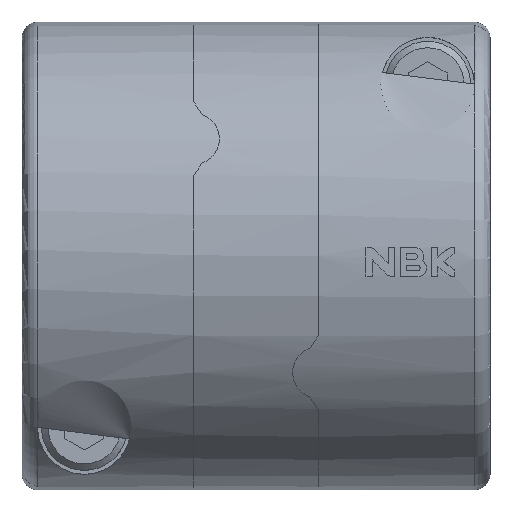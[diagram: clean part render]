
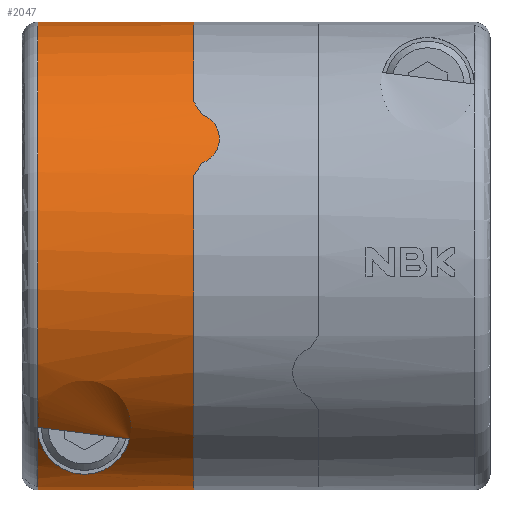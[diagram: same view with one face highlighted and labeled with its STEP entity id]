
A CAD part, top view. The second image highlights one B-rep face of the part: STEP entity #2047.
In plain terms, the highlighted cylindrical face has radius 15 mm (diameter 30 mm), a full revolution.
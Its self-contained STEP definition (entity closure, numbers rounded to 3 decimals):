
#43=ELLIPSE('',#2223,18.312,15.);
#44=ELLIPSE('',#2225,18.312,15.);
#45=ELLIPSE('',#2226,18.312,15.);
#46=ELLIPSE('',#2228,18.312,15.);
#160=CIRCLE('',#2220,15.);
#161=CIRCLE('',#2221,15.);
#162=CIRCLE('',#2222,15.);
#163=CIRCLE('',#2224,15.);
#164=CIRCLE('',#2227,15.);
#234=LINE('',#3123,#404);
#235=LINE('',#3152,#405);
#404=VECTOR('',#2470,1000.);
#405=VECTOR('',#2475,1000.);
#588=ORIENTED_EDGE('',*,*,#1167,.F.);
#589=ORIENTED_EDGE('',*,*,#1168,.T.);
#590=ORIENTED_EDGE('',*,*,#1169,.T.);
#591=ORIENTED_EDGE('',*,*,#1170,.T.);
#592=ORIENTED_EDGE('',*,*,#1171,.T.);
#593=ORIENTED_EDGE('',*,*,#1172,.T.);
#594=ORIENTED_EDGE('',*,*,#1173,.T.);
#595=ORIENTED_EDGE('',*,*,#1174,.T.);
#596=ORIENTED_EDGE('',*,*,#1175,.T.);
#597=ORIENTED_EDGE('',*,*,#1176,.F.);
#598=ORIENTED_EDGE('',*,*,#1177,.T.);
#599=ORIENTED_EDGE('',*,*,#1178,.T.);
#600=ORIENTED_EDGE('',*,*,#1179,.T.);
#601=ORIENTED_EDGE('',*,*,#1180,.F.);
#1167=EDGE_CURVE('',#1455,#1456,#160,.F.);
#1168=EDGE_CURVE('',#1455,#1457,#234,.F.);
#1169=EDGE_CURVE('',#1457,#1458,#161,.T.);
#1170=EDGE_CURVE('',#1458,#1458,#1647,.T.);
#1171=EDGE_CURVE('',#1458,#1459,#162,.T.);
#1172=EDGE_CURVE('',#1459,#1456,#235,.T.);
#1173=EDGE_CURVE('',#1460,#1461,#43,.F.);
#1174=EDGE_CURVE('',#1461,#1462,#163,.F.);
#1175=EDGE_CURVE('',#1462,#1463,#44,.F.);
#1176=EDGE_CURVE('',#1464,#1463,#1648,.T.);
#1177=EDGE_CURVE('',#1464,#1465,#45,.F.);
#1178=EDGE_CURVE('',#1465,#1466,#164,.F.);
#1179=EDGE_CURVE('',#1466,#1467,#46,.F.);
#1180=EDGE_CURVE('',#1460,#1467,#1649,.T.);
#1455=VERTEX_POINT('',#3121);
#1456=VERTEX_POINT('',#3122);
#1457=VERTEX_POINT('',#3124);
#1458=VERTEX_POINT('',#3126);
#1459=VERTEX_POINT('',#3151);
#1460=VERTEX_POINT('',#3154);
#1461=VERTEX_POINT('',#3155);
#1462=VERTEX_POINT('',#3157);
#1463=VERTEX_POINT('',#3159);
#1464=VERTEX_POINT('',#3167);
#1465=VERTEX_POINT('',#3169);
#1466=VERTEX_POINT('',#3171);
#1467=VERTEX_POINT('',#3173);
#1647=B_SPLINE_CURVE_WITH_KNOTS('',3,(#3127,#3128,#3129,#3130,#3131,#3132,
#3133,#3134,#3135,#3136,#3137,#3138,#3139,#3140,#3141,#3142,#3143,#3144,
#3145,#3146,#3147,#3148,#3149),.UNSPECIFIED.,.T.,.F.,(1,1,1,1,1,1,1,1,1,
1,1,1,1,1,1,1,1,1,1,1,1,1,1,1,1,1,1),(-0.005,-0.003,
-0.002,0.,0.002,0.003,
0.005,0.006,0.008,0.009,
0.011,0.012,0.014,0.015,
0.015,0.016,0.017,0.018,
0.018,0.019,0.02,0.022,
0.023,0.025,0.026,0.028,
0.029),.UNSPECIFIED.);
#1648=B_SPLINE_CURVE_WITH_KNOTS('',3,(#3160,#3161,#3162,#3163,#3164,#3165,
#3166),.UNSPECIFIED.,.F.,.F.,(4,1,1,1,4),(0.,0.001,
0.002,0.003,0.004),
 .UNSPECIFIED.);
#1649=B_SPLINE_CURVE_WITH_KNOTS('',3,(#3174,#3175,#3176,#3177,#3178,#3179,
#3180),.UNSPECIFIED.,.F.,.F.,(4,1,1,1,4),(0.,0.001,0.002,
0.003,0.004),.UNSPECIFIED.);
#1680=EDGE_LOOP('',(#588,#589,#590,#591,#592,#593));
#1681=EDGE_LOOP('',(#594,#595,#596,#597,#598,#599,#600,#601));
#1848=FACE_BOUND('',#1680,.T.);
#1849=FACE_BOUND('',#1681,.T.);
#2011=CYLINDRICAL_SURFACE('',#2219,15.);
#2047=ADVANCED_FACE('',(#1848,#1849),#2011,.T.);
#2219=AXIS2_PLACEMENT_3D('',#3119,#2466,#2467);
#2220=AXIS2_PLACEMENT_3D('',#3120,#2468,#2469);
#2221=AXIS2_PLACEMENT_3D('',#3125,#2471,#2472);
#2222=AXIS2_PLACEMENT_3D('',#3150,#2473,#2474);
#2223=AXIS2_PLACEMENT_3D('',#3153,#2476,#2477);
#2224=AXIS2_PLACEMENT_3D('',#3156,#2478,#2479);
#2225=AXIS2_PLACEMENT_3D('',#3158,#2480,#2481);
#2226=AXIS2_PLACEMENT_3D('',#3168,#2482,#2483);
#2227=AXIS2_PLACEMENT_3D('',#3170,#2484,#2485);
#2228=AXIS2_PLACEMENT_3D('',#3172,#2486,#2487);
#2466=DIRECTION('',(1.,0.,0.));
#2467=DIRECTION('',(0.,0.,-1.));
#2468=DIRECTION('',(1.,0.,0.));
#2469=DIRECTION('',(0.,0.,-1.));
#2470=DIRECTION('',(1.,0.,0.));
#2471=DIRECTION('',(1.,0.,0.));
#2472=DIRECTION('',(0.,0.,-1.));
#2473=DIRECTION('',(1.,0.,0.));
#2474=DIRECTION('',(0.,0.,-1.));
#2475=DIRECTION('',(1.,0.,0.));
#2476=DIRECTION('',(0.819,0.574,0.));
#2477=DIRECTION('',(0.574,-0.819,0.));
#2478=DIRECTION('',(1.,0.,0.));
#2479=DIRECTION('',(0.,0.,-1.));
#2480=DIRECTION('',(0.819,0.574,0.));
#2481=DIRECTION('',(0.574,-0.819,0.));
#2482=DIRECTION('',(0.819,-0.574,0.));
#2483=DIRECTION('',(0.574,0.819,0.));
#2484=DIRECTION('',(1.,0.,0.));
#2485=DIRECTION('',(0.,0.,-1.));
#2486=DIRECTION('',(0.819,-0.574,0.));
#2487=DIRECTION('',(0.574,0.819,0.));
#3119=CARTESIAN_POINT('',(13.2,0.,0.));
#3120=CARTESIAN_POINT('',(7.6,0.,0.));
#3121=CARTESIAN_POINT('',(7.6,14.997,0.3));
#3122=CARTESIAN_POINT('',(7.6,-14.997,0.3));
#3123=CARTESIAN_POINT('',(13.2,14.997,0.3));
#3124=CARTESIAN_POINT('',(1.,14.997,0.3));
#3125=CARTESIAN_POINT('',(1.,0.,0.));
#3126=CARTESIAN_POINT('',(1.,-11.,10.198));
#3127=CARTESIAN_POINT('',(1.119,-12.004,9.037));
#3128=CARTESIAN_POINT('',(0.94,-11.022,10.214));
#3129=CARTESIAN_POINT('',(1.12,-9.908,11.296));
#3130=CARTESIAN_POINT('',(1.814,-8.791,12.175));
#3131=CARTESIAN_POINT('',(3.105,-7.995,12.694));
#3132=CARTESIAN_POINT('',(4.732,-7.948,12.722));
#3133=CARTESIAN_POINT('',(6.087,-8.692,12.245));
#3134=CARTESIAN_POINT('',(6.836,-9.796,11.393));
#3135=CARTESIAN_POINT('',(7.061,-10.914,10.33));
#3136=CARTESIAN_POINT('',(6.909,-11.917,9.151));
#3137=CARTESIAN_POINT('',(6.561,-12.616,8.139));
#3138=CARTESIAN_POINT('',(6.159,-13.1,7.318));
#3139=CARTESIAN_POINT('',(5.801,-13.416,6.719));
#3140=CARTESIAN_POINT('',(5.361,-13.691,6.139));
#3141=CARTESIAN_POINT('',(4.828,-13.908,5.625));
#3142=CARTESIAN_POINT('',(4.088,-14.035,5.294));
#3143=CARTESIAN_POINT('',(3.303,-13.946,5.528));
#3144=CARTESIAN_POINT('',(2.738,-13.74,6.029));
#3145=CARTESIAN_POINT('',(2.128,-13.387,6.79));
#3146=CARTESIAN_POINT('',(1.569,-12.836,7.806));
#3147=CARTESIAN_POINT('',(1.119,-12.004,9.037));
#3148=CARTESIAN_POINT('',(0.94,-11.022,10.214));
#3149=CARTESIAN_POINT('',(1.12,-9.908,11.296));
#3150=CARTESIAN_POINT('',(1.,0.,0.));
#3151=CARTESIAN_POINT('',(1.,-14.997,0.3));
#3152=CARTESIAN_POINT('',(13.2,-14.997,0.3));
#3153=CARTESIAN_POINT('',(17.902,0.,0.));
#3154=CARTESIAN_POINT('',(11.564,9.05,11.962));
#3155=CARTESIAN_POINT('',(11.,9.856,11.307));
#3156=CARTESIAN_POINT('',(11.,0.,0.));
#3157=CARTESIAN_POINT('',(11.,9.856,-11.307));
#3158=CARTESIAN_POINT('',(17.902,0.,0.));
#3159=CARTESIAN_POINT('',(11.564,9.05,-11.962));
#3160=CARTESIAN_POINT('',(11.564,5.95,-13.77));
#3161=CARTESIAN_POINT('',(11.913,6.076,-13.715));
#3162=CARTESIAN_POINT('',(12.486,6.558,-13.503));
#3163=CARTESIAN_POINT('',(12.743,7.554,-12.976));
#3164=CARTESIAN_POINT('',(12.438,8.485,-12.383));
#3165=CARTESIAN_POINT('',(11.906,8.926,-12.056));
#3166=CARTESIAN_POINT('',(11.564,9.05,-11.962));
#3167=CARTESIAN_POINT('',(11.564,5.95,-13.77));
#3168=CARTESIAN_POINT('',(7.398,0.,0.));
#3169=CARTESIAN_POINT('',(11.,5.144,-14.091));
#3170=CARTESIAN_POINT('',(11.,0.,0.));
#3171=CARTESIAN_POINT('',(11.,5.144,14.091));
#3172=CARTESIAN_POINT('',(7.398,0.,0.));
#3173=CARTESIAN_POINT('',(11.564,5.95,13.77));
#3174=CARTESIAN_POINT('',(11.564,9.05,11.962));
#3175=CARTESIAN_POINT('',(11.905,8.926,12.056));
#3176=CARTESIAN_POINT('',(12.441,8.482,12.385));
#3177=CARTESIAN_POINT('',(12.743,7.551,12.978));
#3178=CARTESIAN_POINT('',(12.485,6.558,13.503));
#3179=CARTESIAN_POINT('',(11.913,6.076,13.715));
#3180=CARTESIAN_POINT('',(11.564,5.95,13.77));
